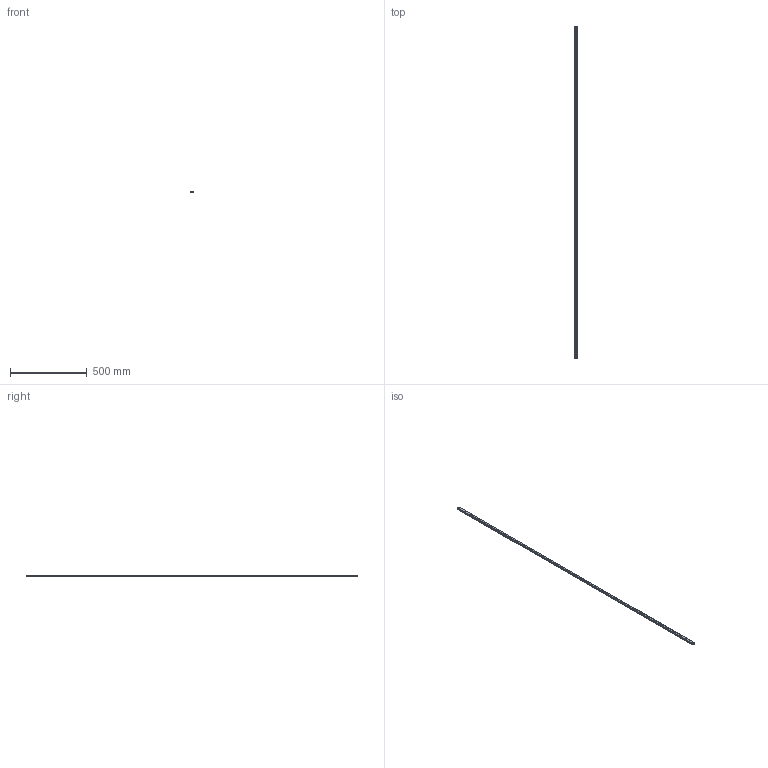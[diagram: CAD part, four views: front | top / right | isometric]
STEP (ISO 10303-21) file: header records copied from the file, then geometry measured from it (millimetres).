
FILE_DESCRIPTION(('STEP AP214'),'1');
FILE_NAME('cctmp_39C318EA-347F-4582-9E8F-240DE59A4174_2021_02_03_12_06_54_0924..stp','2021-02-03T11:06:55',('HIWIN GmbH'),('CADClick - www.CADClick.com'),'Spatial InterOp 3D',' ','unknown authorization');
FILE_SCHEMA(('AUTOMOTIVE_DESIGN'));
Length unit declared in the file: millimetre
Products named in the file (1): EGR15U2170C_FILE
Bounding box: 15 x 2170 x 12.5 mm (x, y, z)
Volume: 345414.8 mm3; surface area: 132454.5 mm2
Topology: 1 solids, 1 shells, 473 faces, 1179 edges, 786 vertices
Faces by surface type: cylinder 240, plane 233
Entity records: 18209 total; most frequent: DIRECTION 2755, CARTESIAN_POINT 2439, ORIENTED_EDGE 2358, EDGE_CURVE 1179, AXIS2_PLACEMENT_3D 1102, VERTEX_POINT 786, EDGE_LOOP 551, LINE 551
